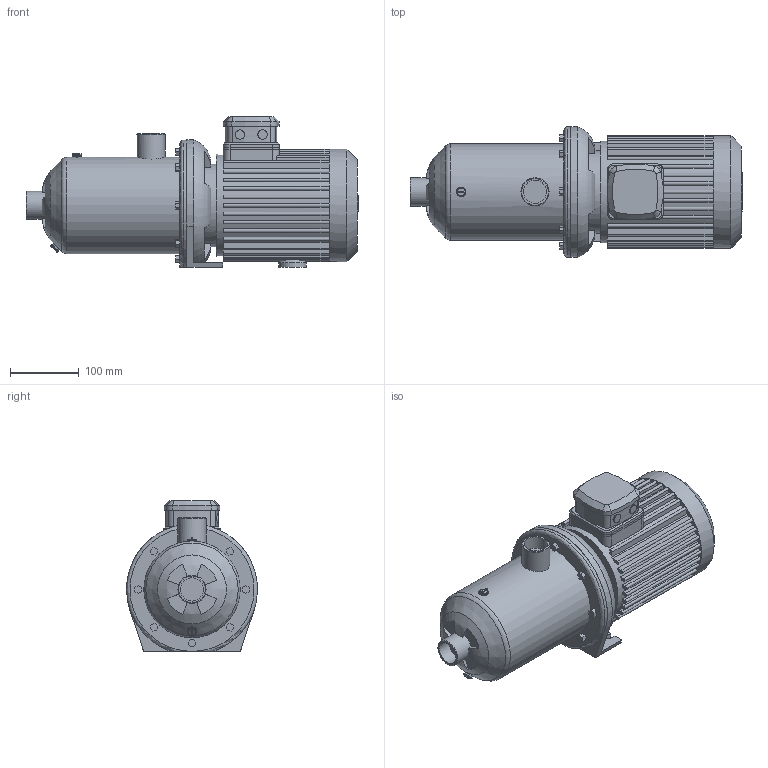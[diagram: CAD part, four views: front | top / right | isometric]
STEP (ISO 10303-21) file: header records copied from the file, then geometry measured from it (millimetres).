
FILE_DESCRIPTION(/* description */ (''),/* implementation_level */ '2;1');
FILE_NAME(/* name */ '3d_MC305-DM_IE3-4210853.stp',/* time_stamp */ '2017-01-31T19:15:22+01:00',/* author */ ('Łukasz'),/* organization */ (''),/* preprocessor_version */ 'ST-DEVELOPER v16.1',/* originating_system */ 'AutoCAD Mechanical',/* authorisation */ '');
FILE_SCHEMA (('AUTOMOTIVE_DESIGN { 1 0 10303 214 3 1 1 }'));
Length unit declared in the file: millimetre
Products named in the file (1): Product
Bounding box: 482 x 189.96 x 219 mm (x, y, z)
Volume: 8373832 mm3; surface area: 517663.5 mm2
Topology: 10 solids, 10 shells, 418 faces, 1110 edges, 727 vertices
Faces by surface type: plane 267, cylinder 98, bspline 25, cone 15, torus 9, sphere 4
Full cylindrical faces by diameter (mm): 13.5 x4, 20 x1, 33.7 x2, 40 x1, 40.7 x2, 120 x1, 140 x1, 148 x1, 163 x1
Entity records: 13695 total; most frequent: CARTESIAN_POINT 3370, ORIENTED_EDGE 2152, DIRECTION 2083, EDGE_CURVE 1076, VERTEX_POINT 717, LINE 695, VECTOR 695, AXIS2_PLACEMENT_3D 694
